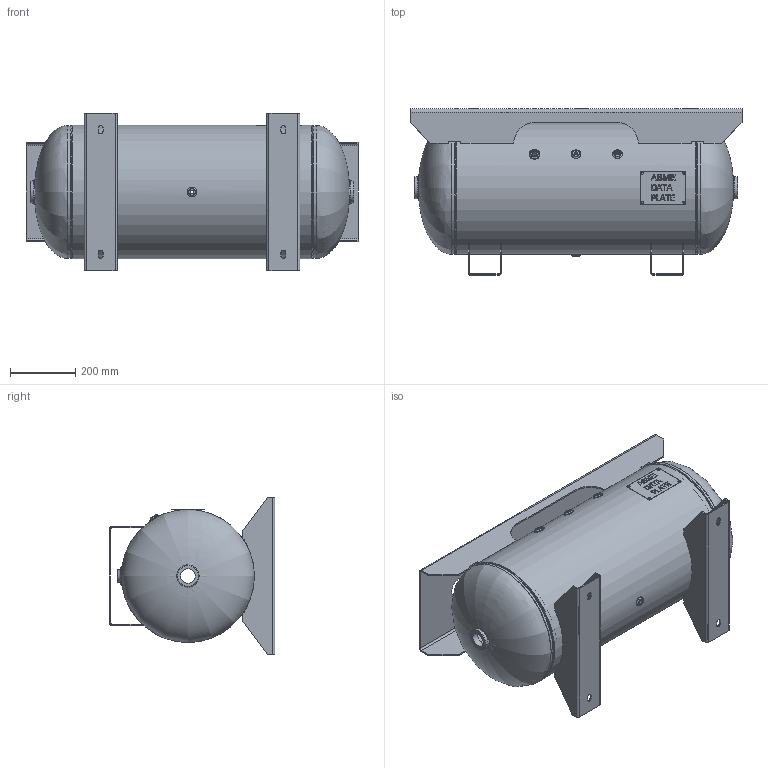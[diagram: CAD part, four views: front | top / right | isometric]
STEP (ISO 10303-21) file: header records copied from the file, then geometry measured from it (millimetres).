
FILE_DESCRIPTION(/* description */ ('16 X 38 200# HORZ ASME STOCK 30 GAL W/EXTENDED TPLT'),/* implementation_level */ '2;1');
FILE_NAME(/* name */ 'SPVG_A10136.stp',/* time_stamp */ '2018-11-06T09:50:13-06:00',/* author */ ('kim.thoune'),/* organization */ (''),/* preprocessor_version */ 'ST-DEVELOPER v16.5',/* originating_system */ 'Autodesk Inventor 2017',/* authorisation */ '');
FILE_SCHEMA (('AUTOMOTIVE_DESIGN { 1 0 10303 214 3 1 1 }'));
Length unit declared in the file: inch
Products named in the file (14): A10136; A10136-1; A10136-2; 910-791; A10136-3; 910-791_1; F101501; F100750; S100162; 60-140; 64-053; S100111; F100250; F100375
Assembly tree (19 placements, depth 3):
  A10136
    A10136-1
    A10136-2
      910-791
    A10136-3
      910-791_1
    F101501  x2
    F100250  x3
    F100750  x3
    S100162
    60-140
      64-053
    S100111  x2
    F100375
Bounding box: 1016 x 508 x 482.6 mm (x, y, z)
Volume: 7183276.5 mm3; surface area: 4143733.2 mm2
Topology: 16 solids, 16 shells, 491 faces, 1243 edges, 809 vertices
Faces by surface type: plane 287, cylinder 105, torus 45, bspline 42, cone 12
Full cylindrical faces by diameter (mm): 6.35 x4, 11.455 x3, 14.961 x1, 25.387 x1, 26.987 x3, 33.337 x1, 36.512 x3, 36.909 x3, 44.856 x2, 52.387 x3, 57.547 x2, 60.325 x2, 68.263 x2, 69.728 x3, 395.681 x2, 400.71 x3, 401.371 x2, 406.4 x2, 407.67 x1
Entity records: 13220 total; most frequent: CARTESIAN_POINT 4045, ORIENTED_EDGE 1780, DIRECTION 1692, EDGE_CURVE 890, LINE 648, VECTOR 648, VERTEX_POINT 615, AXIS2_PLACEMENT_3D 522
